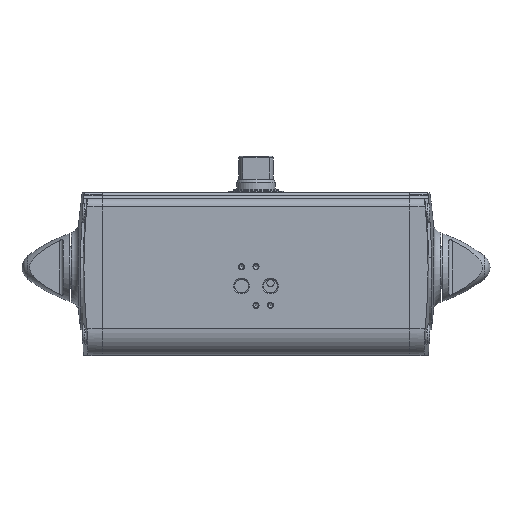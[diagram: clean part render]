
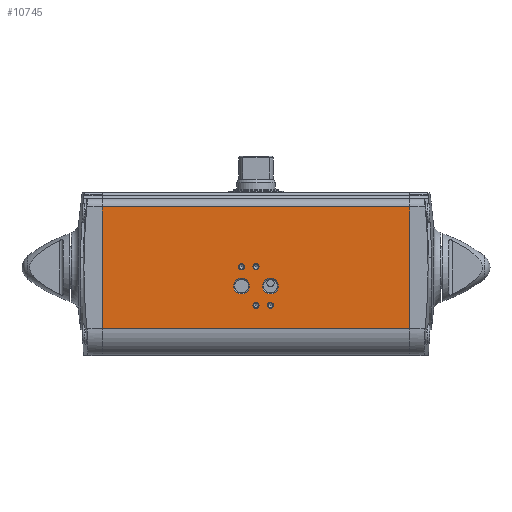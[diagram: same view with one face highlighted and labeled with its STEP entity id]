
A CAD part, top view. The second image highlights one B-rep face of the part: STEP entity #10745.
In plain terms, the highlighted planar face has unit normal (0, 0, 1).
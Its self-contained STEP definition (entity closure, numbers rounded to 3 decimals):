
#411=LINE('',#15683,#947);
#412=LINE('',#15686,#948);
#413=LINE('',#15688,#949);
#414=LINE('',#15690,#950);
#947=VECTOR('',#12639,1000.);
#948=VECTOR('',#12640,1000.);
#949=VECTOR('',#12641,1000.);
#950=VECTOR('',#12642,1000.);
#1325=PLANE('',#11359);
#2234=ORIENTED_EDGE('',*,*,#4206,.T.);
#2235=ORIENTED_EDGE('',*,*,#4207,.T.);
#2236=ORIENTED_EDGE('',*,*,#4208,.T.);
#2237=ORIENTED_EDGE('',*,*,#4209,.T.);
#2238=ORIENTED_EDGE('',*,*,#4210,.T.);
#2239=ORIENTED_EDGE('',*,*,#4211,.T.);
#2240=ORIENTED_EDGE('',*,*,#4212,.T.);
#2241=ORIENTED_EDGE('',*,*,#4213,.F.);
#2242=ORIENTED_EDGE('',*,*,#4214,.F.);
#2243=ORIENTED_EDGE('',*,*,#4215,.T.);
#4206=EDGE_CURVE('',#5151,#5151,#5671,.T.);
#4207=EDGE_CURVE('',#5152,#5152,#5672,.T.);
#4208=EDGE_CURVE('',#5153,#5153,#5673,.T.);
#4209=EDGE_CURVE('',#5154,#5154,#5674,.T.);
#4210=EDGE_CURVE('',#5155,#5155,#5675,.T.);
#4211=EDGE_CURVE('',#5156,#5156,#5676,.T.);
#4212=EDGE_CURVE('',#5157,#5158,#411,.T.);
#4213=EDGE_CURVE('',#5159,#5158,#412,.T.);
#4214=EDGE_CURVE('',#5160,#5159,#413,.T.);
#4215=EDGE_CURVE('',#5160,#5157,#414,.T.);
#5151=VERTEX_POINT('',#15672);
#5152=VERTEX_POINT('',#15674);
#5153=VERTEX_POINT('',#15676);
#5154=VERTEX_POINT('',#15678);
#5155=VERTEX_POINT('',#15680);
#5156=VERTEX_POINT('',#15682);
#5157=VERTEX_POINT('',#15684);
#5158=VERTEX_POINT('',#15685);
#5159=VERTEX_POINT('',#15687);
#5160=VERTEX_POINT('',#15689);
#5671=CIRCLE('',#11360,6.579);
#5672=CIRCLE('',#11361,2.5);
#5673=CIRCLE('',#11362,2.5);
#5674=CIRCLE('',#11363,2.5);
#5675=CIRCLE('',#11364,2.5);
#5676=CIRCLE('',#11365,6.579);
#6019=EDGE_LOOP('',(#2234));
#6020=EDGE_LOOP('',(#2235));
#6021=EDGE_LOOP('',(#2236));
#6022=EDGE_LOOP('',(#2237));
#6023=EDGE_LOOP('',(#2238));
#6024=EDGE_LOOP('',(#2239));
#6025=EDGE_LOOP('',(#2240,#2241,#2242,#2243));
#6663=FACE_BOUND('',#6019,.T.);
#6664=FACE_BOUND('',#6020,.T.);
#6665=FACE_BOUND('',#6021,.T.);
#6666=FACE_BOUND('',#6022,.T.);
#6667=FACE_BOUND('',#6023,.T.);
#6668=FACE_BOUND('',#6024,.T.);
#6669=FACE_BOUND('',#6025,.T.);
#10745=ADVANCED_FACE('',(#6663,#6664,#6665,#6666,#6667,#6668,#6669),#1325,
 .F.);
#11359=AXIS2_PLACEMENT_3D('',#15670,#12625,#12626);
#11360=AXIS2_PLACEMENT_3D('',#15671,#12627,#12628);
#11361=AXIS2_PLACEMENT_3D('',#15673,#12629,#12630);
#11362=AXIS2_PLACEMENT_3D('',#15675,#12631,#12632);
#11363=AXIS2_PLACEMENT_3D('',#15677,#12633,#12634);
#11364=AXIS2_PLACEMENT_3D('',#15679,#12635,#12636);
#11365=AXIS2_PLACEMENT_3D('',#15681,#12637,#12638);
#12625=DIRECTION('',(0.,0.,-1.));
#12626=DIRECTION('',(-1.,0.,0.));
#12627=DIRECTION('',(0.,0.,-1.));
#12628=DIRECTION('',(-1.,0.,0.));
#12629=DIRECTION('',(0.,0.,-1.));
#12630=DIRECTION('',(-1.,0.,0.));
#12631=DIRECTION('',(0.,0.,-1.));
#12632=DIRECTION('',(-1.,0.,0.));
#12633=DIRECTION('',(0.,0.,-1.));
#12634=DIRECTION('',(-1.,0.,0.));
#12635=DIRECTION('',(0.,0.,-1.));
#12636=DIRECTION('',(-1.,0.,0.));
#12637=DIRECTION('',(0.,0.,-1.));
#12638=DIRECTION('',(-1.,0.,0.));
#12639=DIRECTION('',(0.,-1.,0.));
#12640=DIRECTION('',(-1.,0.,0.));
#12641=DIRECTION('',(0.,-1.,0.));
#12642=DIRECTION('',(-1.,0.,0.));
#15670=CARTESIAN_POINT('',(127.3,50.,72.9));
#15671=CARTESIAN_POINT('',(-12.,-15.5,72.9));
#15672=CARTESIAN_POINT('',(-18.579,-15.5,72.9));
#15673=CARTESIAN_POINT('',(-12.,0.5,72.9));
#15674=CARTESIAN_POINT('',(-14.5,0.5,72.9));
#15675=CARTESIAN_POINT('',(0.,0.5,72.9));
#15676=CARTESIAN_POINT('',(-2.5,0.5,72.9));
#15677=CARTESIAN_POINT('',(0.,-31.5,72.9));
#15678=CARTESIAN_POINT('',(-2.5,-31.5,72.9));
#15679=CARTESIAN_POINT('',(12.,-31.5,72.9));
#15680=CARTESIAN_POINT('',(9.5,-31.5,72.9));
#15681=CARTESIAN_POINT('',(12.,-15.5,72.9));
#15682=CARTESIAN_POINT('',(5.422,-15.5,72.9));
#15683=CARTESIAN_POINT('',(-127.3,50.,72.9));
#15684=CARTESIAN_POINT('',(-127.3,50.,72.9));
#15685=CARTESIAN_POINT('',(-127.3,-50.9,72.9));
#15686=CARTESIAN_POINT('',(127.3,-50.9,72.9));
#15687=CARTESIAN_POINT('',(127.3,-50.9,72.9));
#15688=CARTESIAN_POINT('',(127.3,50.,72.9));
#15689=CARTESIAN_POINT('',(127.3,50.,72.9));
#15690=CARTESIAN_POINT('',(127.3,50.,72.9));
